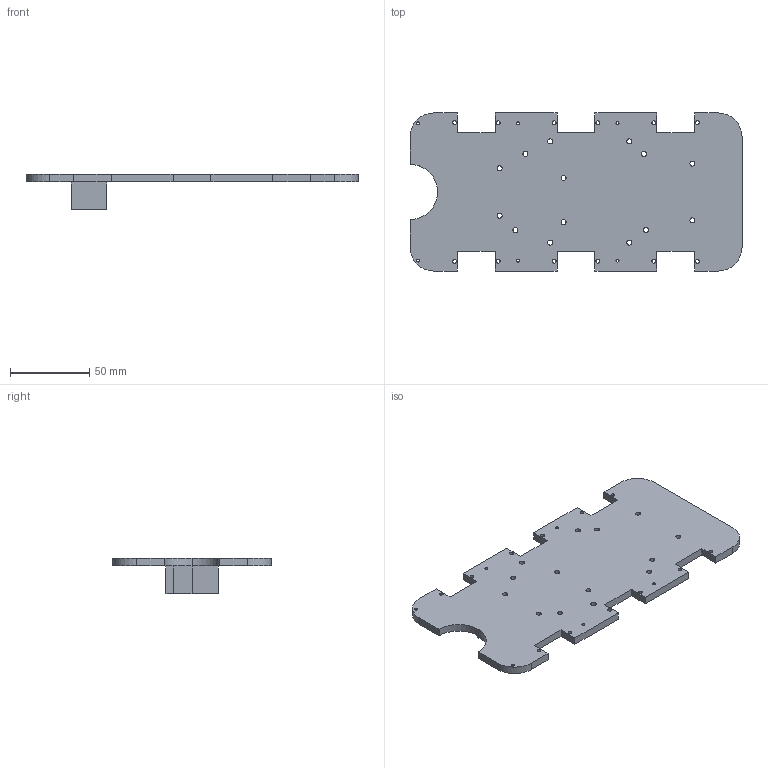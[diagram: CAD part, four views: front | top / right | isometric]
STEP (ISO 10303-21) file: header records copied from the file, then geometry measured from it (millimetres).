
FILE_DESCRIPTION (( 'STEP AP214' ), '1' );
FILE_NAME ('Chassis.STEP', '2021-06-06T09:37:00', ( '' ), ( '' ), 'SwSTEP 2.0', 'SolidWorks 2019', '' );
FILE_SCHEMA (( 'AUTOMOTIVE_DESIGN' ));
Length unit declared in the file: millimetre
Products named in the file (1): Chassis
Bounding box: 210 x 100 x 22.7 mm (x, y, z)
Volume: 98307.3 mm3; surface area: 44748.4 mm2
Topology: 1 solids, 1 shells, 118 faces, 339 edges, 226 vertices
Faces by surface type: cylinder 74, plane 44
Entity records: 4093 total; most frequent: DIRECTION 725, CARTESIAN_POINT 684, ORIENTED_EDGE 678, EDGE_CURVE 339, AXIS2_PLACEMENT_3D 267, VERTEX_POINT 226, VECTOR 191, LINE 191
